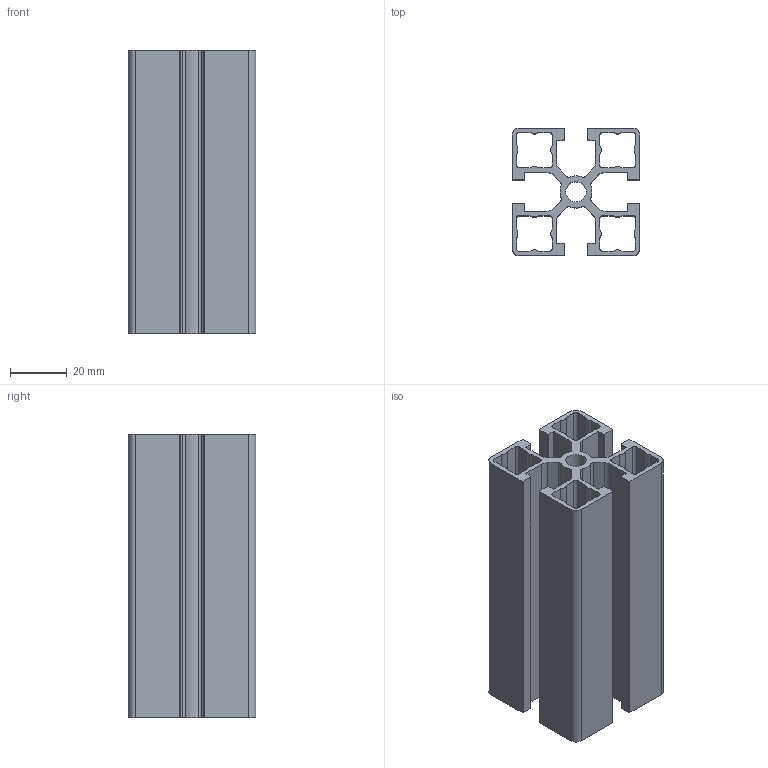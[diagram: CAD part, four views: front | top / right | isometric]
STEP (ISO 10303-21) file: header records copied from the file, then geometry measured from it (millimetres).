
FILE_DESCRIPTION(/* description */ (''),/* implementation_level */ '2;1');
FILE_NAME(/* name */ 'BPRDD0000162.stp',/* time_stamp */ '2017-07-12T18:36:57+02:00',/* author */ ('fzagni'),/* organization */ (''),/* preprocessor_version */ 'ST-DEVELOPER v16.1',/* originating_system */ 'Autodesk Inventor 2016',/* authorisation */ '');
FILE_SCHEMA (('AUTOMOTIVE_DESIGN { 1 0 10303 214 3 1 1 }'));
Length unit declared in the file: millimetre
Products named in the file (1): BPRDD0000140
Bounding box: 45 x 45 x 100 mm (x, y, z)
Volume: 56826.6 mm3; surface area: 56963.1 mm2
Topology: 1 solids, 1 shells, 179 faces, 531 edges, 354 vertices
Faces by surface type: cylinder 105, plane 74
Full cylindrical faces by diameter (mm): 7.2 x1
Entity records: 6114 total; most frequent: DIRECTION 1100, CARTESIAN_POINT 1064, ORIENTED_EDGE 1060, EDGE_CURVE 530, AXIS2_PLACEMENT_3D 390, VERTEX_POINT 354, LINE 320, VECTOR 320
